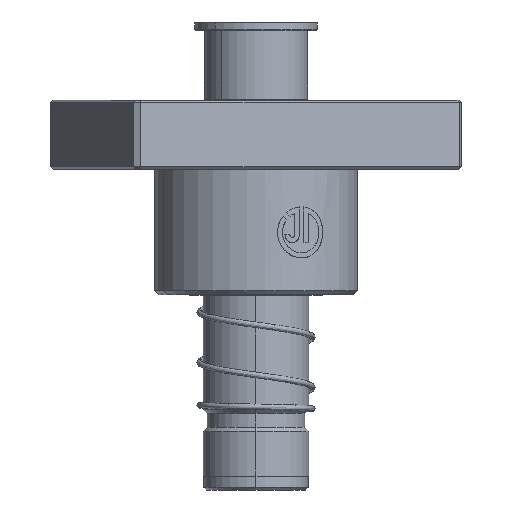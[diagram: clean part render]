
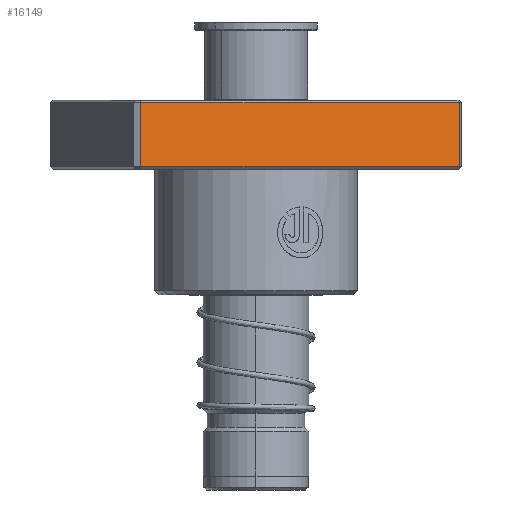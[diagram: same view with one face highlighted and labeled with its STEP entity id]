
A CAD part, left-side view. The second image highlights one B-rep face of the part: STEP entity #16149.
In plain terms, the highlighted face is planar.
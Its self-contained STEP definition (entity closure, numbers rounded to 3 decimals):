
#1638 = EDGE_CURVE ( 'NONE', #22722, #31805, #9399, .T. ) ;
#2455 = CARTESIAN_POINT ( 'NONE',  ( -63., 37.5, 1. ) ) ;
#4207 = ORIENTED_EDGE ( 'NONE', *, *, #8010, .T. ) ;
#6297 = DIRECTION ( 'NONE',  ( 0., 0., -1. ) ) ;
#6881 = LINE ( 'NONE', #8666, #18985 ) ;
#8010 = EDGE_CURVE ( 'NONE', #22722, #22893, #6881, .T. ) ;
#8666 = CARTESIAN_POINT ( 'NONE',  ( 63., 37.5, 24. ) ) ;
#8900 = DIRECTION ( 'NONE',  ( 0., 0., -1. ) ) ;
#9399 = LINE ( 'NONE', #29660, #9954 ) ;
#9954 = VECTOR ( 'NONE', #19020, 1000. ) ;
#10069 = DIRECTION ( 'NONE',  ( -1., 0., 0. ) ) ;
#10079 = VERTEX_POINT ( 'NONE', #23179 ) ;
#16149 = ADVANCED_FACE ( 'NONE', ( #19166 ), #42291, .F. ) ;
#16524 = ORIENTED_EDGE ( 'NONE', *, *, #1638, .F. ) ;
#17572 = CARTESIAN_POINT ( 'NONE',  ( 63., 37.5, 25. ) ) ;
#18826 = ORIENTED_EDGE ( 'NONE', *, *, #45791, .T. ) ;
#18985 = VECTOR ( 'NONE', #19750, 1000. ) ;
#19020 = DIRECTION ( 'NONE',  ( 0., 0., -1. ) ) ;
#19166 = FACE_OUTER_BOUND ( 'NONE', #28683, .T. ) ;
#19750 = DIRECTION ( 'NONE',  ( 1., 0., 0. ) ) ;
#20658 = CARTESIAN_POINT ( 'NONE',  ( 63., 37.5, 24. ) ) ;
#22006 = CARTESIAN_POINT ( 'NONE',  ( -63., 37.5, 1. ) ) ;
#22722 = VERTEX_POINT ( 'NONE', #27593 ) ;
#22893 = VERTEX_POINT ( 'NONE', #20658 ) ;
#23179 = CARTESIAN_POINT ( 'NONE',  ( 63., 37.5, 1. ) ) ;
#23876 = CARTESIAN_POINT ( 'NONE',  ( -63., 37.5, 25. ) ) ;
#24875 = LINE ( 'NONE', #17572, #42231 ) ;
#27593 = CARTESIAN_POINT ( 'NONE',  ( -63., 37.5, 24. ) ) ;
#28683 = EDGE_LOOP ( 'NONE', ( #18826, #31579, #16524, #4207 ) ) ;
#29660 = CARTESIAN_POINT ( 'NONE',  ( -63., 37.5, 25. ) ) ;
#31579 = ORIENTED_EDGE ( 'NONE', *, *, #46457, .T. ) ;
#31775 = LINE ( 'NONE', #2455, #45115 ) ;
#31805 = VERTEX_POINT ( 'NONE', #22006 ) ;
#35020 = DIRECTION ( 'NONE',  ( 0., -1., 0. ) ) ;
#39123 = AXIS2_PLACEMENT_3D ( 'NONE', #23876, #35020, #8900 ) ;
#42231 = VECTOR ( 'NONE', #6297, 1000. ) ;
#42291 = PLANE ( 'NONE',  #39123 ) ;
#45115 = VECTOR ( 'NONE', #10069, 1000. ) ;
#45791 = EDGE_CURVE ( 'NONE', #22893, #10079, #24875, .T. ) ;
#46457 = EDGE_CURVE ( 'NONE', #10079, #31805, #31775, .T. ) ;
